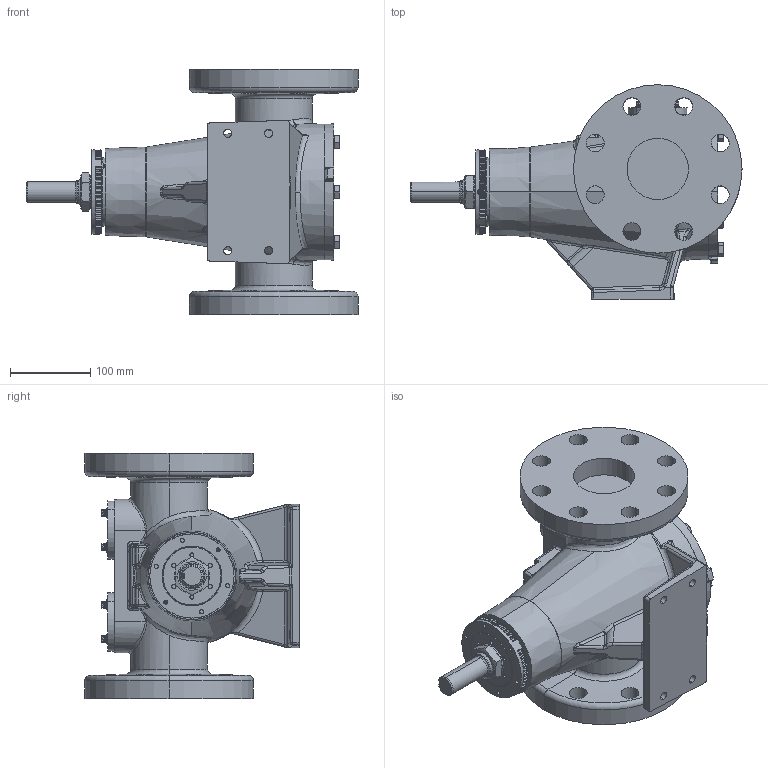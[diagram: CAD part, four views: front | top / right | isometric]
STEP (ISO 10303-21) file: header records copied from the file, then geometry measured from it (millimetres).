
FILE_DESCRIPTION (( 'STEP AP214' ), '1' );
FILE_NAME ('AV-952.STEP', '2019-05-24T18:10:44', ( '' ), ( '' ), 'SwSTEP 2.0', 'SolidWorks 2018', '' );
FILE_SCHEMA (( 'AUTOMOTIVE_DESIGN' ));
Length unit declared in the file: inch
Products named in the file (1): AV-952
Bounding box: 412.88 x 266.57 x 304.8 mm (x, y, z)
Volume: 7902251.7 mm3; surface area: 472076.7 mm2
Topology: 1 solids, 1 shells, 2253 faces, 5782 edges, 3694 vertices
Faces by surface type: plane 1120, cylinder 521, bspline 342, cone 194, torus 46, sphere 30
Entity records: 116324 total; most frequent: CARTESIAN_POINT 45050, ORIENTED_EDGE 11520, DIRECTION 9560, EDGE_CURVE 5760, VERTEX_POINT 3694, AXIS2_PLACEMENT_3D 3424, LINE 2712, VECTOR 2712
